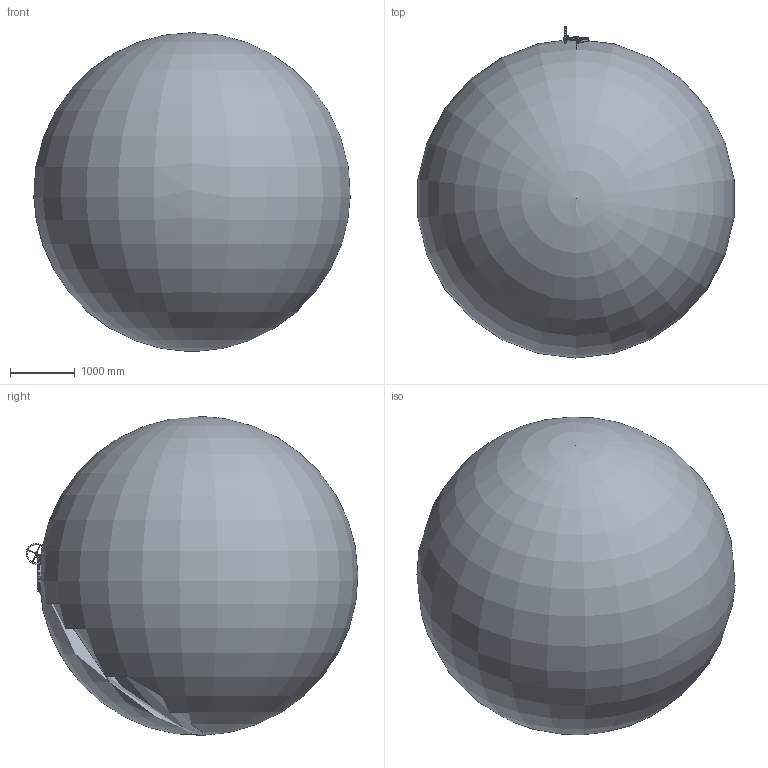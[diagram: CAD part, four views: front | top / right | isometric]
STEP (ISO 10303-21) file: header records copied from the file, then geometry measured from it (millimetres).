
FILE_DESCRIPTION (( 'STEP AP203' ), '1' );
FILE_NAME ('AK01_DN300_Getriebe.STEP', '2022-10-06T09:45:15', ( '' ), ( '' ), 'SwSTEP 2.0', 'SolidWorks 2021', '' );
FILE_SCHEMA (( 'CONFIG_CONTROL_DESIGN' ));
Products named in the file (5): AK01_DN300_Getriebe; AK01_DN350_Getriebe - Handrad; AK01_DN250-300_Getriebe mit Handrad; AK01_DN250-300_Getriebe; AK01_DN300_OH
Assembly tree (4 placements, depth 3):
  AK01_DN300_Getriebe
    AK01_DN250-300_Getriebe mit Handrad
      AK01_DN350_Getriebe - Handrad
      AK01_DN250-300_Getriebe
    AK01_DN300_OH
Bounding box: 4885.27 x 5127.51 x 4922.92 mm (x, y, z)
Surface area: 79309028.3 mm2
Topology: 4 solids, 4 shells, 1527 faces, 3901 edges, 2419 vertices
Faces by surface type: plane 444, bspline 382, cylinder 297, torus 296, cone 62, sphere 46
Entity records: 140535 total; most frequent: CARTESIAN_POINT 78157, ORIENTED_EDGE 13880, DIRECTION 11575, EDGE_CURVE 6940, AXIS2_PLACEMENT_3D 4569, VERTEX_POINT 4301, EDGE_LOOP 3019, FACE_OUTER_BOUND 2824
